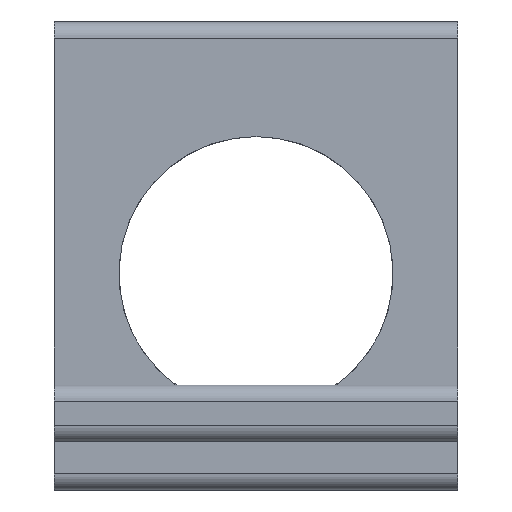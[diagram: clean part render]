
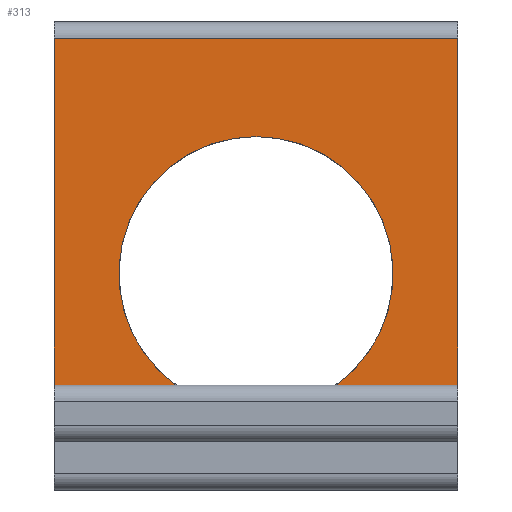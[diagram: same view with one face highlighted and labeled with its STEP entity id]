
A CAD part, left-side view. The second image highlights one B-rep face of the part: STEP entity #313.
In plain terms, the highlighted planar face has unit normal (-1, 0, 0).
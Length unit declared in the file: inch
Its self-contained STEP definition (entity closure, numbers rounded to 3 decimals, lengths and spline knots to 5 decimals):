
#21 = VECTOR ( 'NONE', #57, 39.37008 ) ;
#25 = CARTESIAN_POINT ( 'NONE',  ( -0.50394, 0.19543, 0.25591 ) ) ;
#26 = EDGE_LOOP ( 'NONE', ( #106, #1052, #1171, #472, #1122, #665, #1290 ) ) ;
#27 = DIRECTION ( 'NONE',  ( 0., 0., 1. ) ) ;
#57 = DIRECTION ( 'NONE',  ( 0., -1., 0. ) ) ;
#81 = VERTEX_POINT ( 'NONE', #1304 ) ;
#94 = CARTESIAN_POINT ( 'NONE',  ( -0.50394, -0.19543, 0.25591 ) ) ;
#106 = ORIENTED_EDGE ( 'NONE', *, *, #215, .T. ) ;
#148 = CARTESIAN_POINT ( 'NONE',  ( -0.50394, -0.49213, 1.10236 ) ) ;
#197 = VERTEX_POINT ( 'NONE', #94 ) ;
#215 = EDGE_CURVE ( 'NONE', #81, #382, #673, .T. ) ;
#242 = CARTESIAN_POINT ( 'NONE',  ( -0.50394, 0.49213, 0.25591 ) ) ;
#249 = VERTEX_POINT ( 'NONE', #1050 ) ;
#262 = FACE_OUTER_BOUND ( 'NONE', #26, .T. ) ;
#267 = CARTESIAN_POINT ( 'NONE',  ( -0.50394, 0., 0.52756 ) ) ;
#268 = CARTESIAN_POINT ( 'NONE',  ( -0.50394, -0.49213, 0.25591 ) ) ;
#277 = CARTESIAN_POINT ( 'NONE',  ( -0.50394, 0.49213, 1.10236 ) ) ;
#291 = EDGE_CURVE ( 'NONE', #1086, #1270, #624, .T. ) ;
#301 = AXIS2_PLACEMENT_3D ( 'NONE', #267, #1040, #490 ) ;
#313 = ADVANCED_FACE ( 'NONE', ( #262 ), #1169, .F. ) ;
#336 = DIRECTION ( 'NONE',  ( 0., -1., 0. ) ) ;
#348 = AXIS2_PLACEMENT_3D ( 'NONE', #268, #491, #374 ) ;
#374 = DIRECTION ( 'NONE',  ( 0., 1., 0. ) ) ;
#382 = VERTEX_POINT ( 'NONE', #25 ) ;
#411 = DIRECTION ( 'NONE',  ( 0., 0., -1. ) ) ;
#418 = VECTOR ( 'NONE', #27, 39.37008 ) ;
#472 = ORIENTED_EDGE ( 'NONE', *, *, #1259, .T. ) ;
#490 = DIRECTION ( 'NONE',  ( 0., 0., -1. ) ) ;
#491 = DIRECTION ( 'NONE',  ( 1., 0., 0. ) ) ;
#498 = LINE ( 'NONE', #242, #418 ) ;
#520 = CIRCLE ( 'NONE', #1329, 0.33465 ) ;
#624 = LINE ( 'NONE', #148, #21 ) ;
#665 = ORIENTED_EDGE ( 'NONE', *, *, #291, .F. ) ;
#666 = CARTESIAN_POINT ( 'NONE',  ( -0.50394, -0.49213, 1.10236 ) ) ;
#673 = LINE ( 'NONE', #784, #1101 ) ;
#677 = VERTEX_POINT ( 'NONE', #1081 ) ;
#703 = VECTOR ( 'NONE', #1326, 39.37008 ) ;
#716 = EDGE_CURVE ( 'NONE', #197, #249, #520, .T. ) ;
#784 = CARTESIAN_POINT ( 'NONE',  ( -0.50394, -0.49213, 0.25591 ) ) ;
#819 = EDGE_CURVE ( 'NONE', #249, #382, #1195, .T. ) ;
#909 = EDGE_CURVE ( 'NONE', #81, #1086, #498, .T. ) ;
#950 = CARTESIAN_POINT ( 'NONE',  ( -0.50394, -0.49213, 0.25591 ) ) ;
#975 = CARTESIAN_POINT ( 'NONE',  ( -0.50394, 0., 0.52756 ) ) ;
#1001 = CARTESIAN_POINT ( 'NONE',  ( -0.50394, -0.49213, 0. ) ) ;
#1040 = DIRECTION ( 'NONE',  ( -1., 0., 0. ) ) ;
#1050 = CARTESIAN_POINT ( 'NONE',  ( -0.50394, 0., 0.8622 ) ) ;
#1052 = ORIENTED_EDGE ( 'NONE', *, *, #819, .F. ) ;
#1081 = CARTESIAN_POINT ( 'NONE',  ( -0.50394, -0.49213, 0.25591 ) ) ;
#1086 = VERTEX_POINT ( 'NONE', #277 ) ;
#1101 = VECTOR ( 'NONE', #336, 39.37008 ) ;
#1122 = ORIENTED_EDGE ( 'NONE', *, *, #1211, .F. ) ;
#1124 = VECTOR ( 'NONE', #1428, 39.37008 ) ;
#1169 = PLANE ( 'NONE',  #348 ) ;
#1171 = ORIENTED_EDGE ( 'NONE', *, *, #716, .F. ) ;
#1195 = CIRCLE ( 'NONE', #301, 0.33465 ) ;
#1211 = EDGE_CURVE ( 'NONE', #1270, #677, #1425, .T. ) ;
#1259 = EDGE_CURVE ( 'NONE', #197, #677, #1316, .T. ) ;
#1270 = VERTEX_POINT ( 'NONE', #666 ) ;
#1290 = ORIENTED_EDGE ( 'NONE', *, *, #909, .F. ) ;
#1304 = CARTESIAN_POINT ( 'NONE',  ( -0.50394, 0.49213, 0.25591 ) ) ;
#1316 = LINE ( 'NONE', #950, #1124 ) ;
#1326 = DIRECTION ( 'NONE',  ( 0., 0., -1. ) ) ;
#1329 = AXIS2_PLACEMENT_3D ( 'NONE', #975, #1392, #411 ) ;
#1392 = DIRECTION ( 'NONE',  ( -1., 0., 0. ) ) ;
#1425 = LINE ( 'NONE', #1001, #703 ) ;
#1428 = DIRECTION ( 'NONE',  ( 0., -1., 0. ) ) ;
